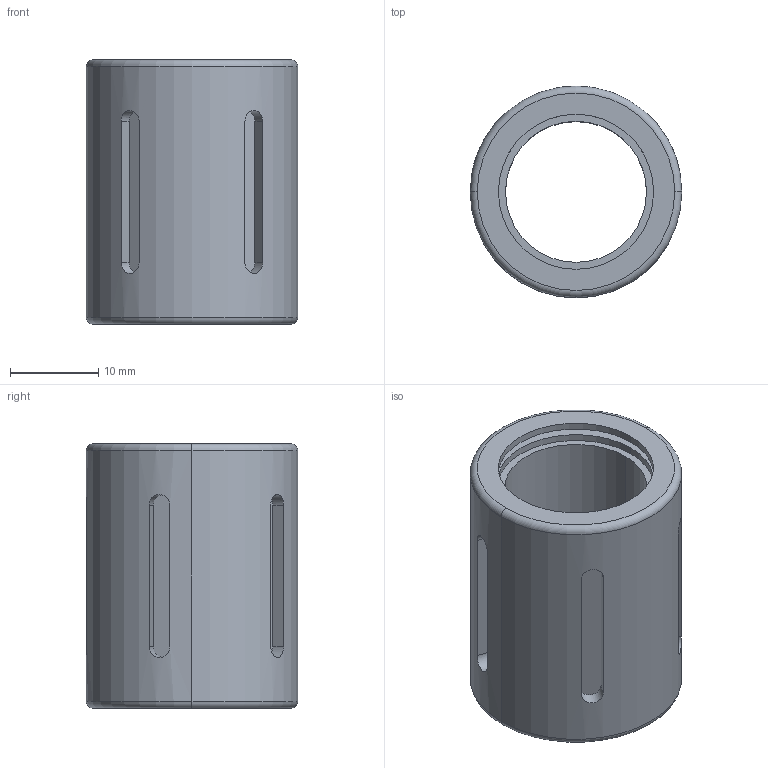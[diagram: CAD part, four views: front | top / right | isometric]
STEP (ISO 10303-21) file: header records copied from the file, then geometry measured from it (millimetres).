
FILE_DESCRIPTION (( 'STEP AP214' ), '1' );
FILE_NAME ('BallBearing_1A259324AF.step', '2022-01-25T21:44:44', ( 'localadmin' ), ( 'BOXX Technologies, Inc.' ), 'SwSTEP 2.0', 'SolidWorks 2019', '' );
FILE_SCHEMA (( 'AUTOMOTIVE_DESIGN' ));
Length unit declared in the file: inch
Products named in the file (3): BallBearing_1A259324AF; zvozSQUrda_CADModel_0
Assembly tree (1 placements, depth 2):
  BallBearing_1A259324AF
    zvozSQUrda_CADModel_0
  zvozSQUrda_CADModel_0
Bounding box: 24 x 24 x 30 mm (x, y, z)
Volume: 6807.8 mm3; surface area: 4953.2 mm2
Topology: 1 solids, 1 shells, 58 faces, 131 edges, 86 vertices
Faces by surface type: cylinder 31, plane 23, torus 4
Entity records: 2630 total; most frequent: CARTESIAN_POINT 455, DIRECTION 297, ORIENTED_EDGE 262, EDGE_CURVE 131, AXIS2_PLACEMENT_3D 118, VERTEX_POINT 86, EDGE_LOOP 71, UNCERTAINTY_MEASURE_WITH_UNIT 62
